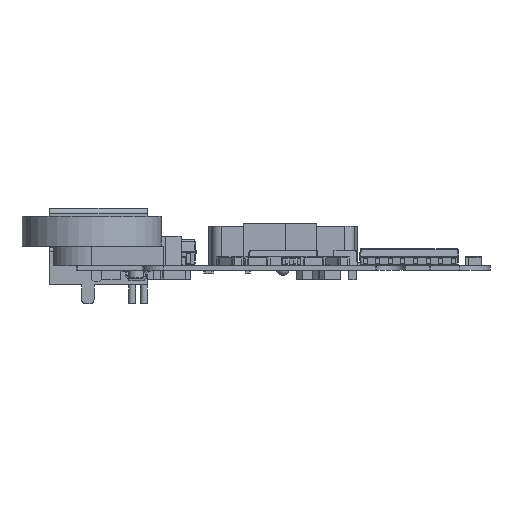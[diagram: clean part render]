
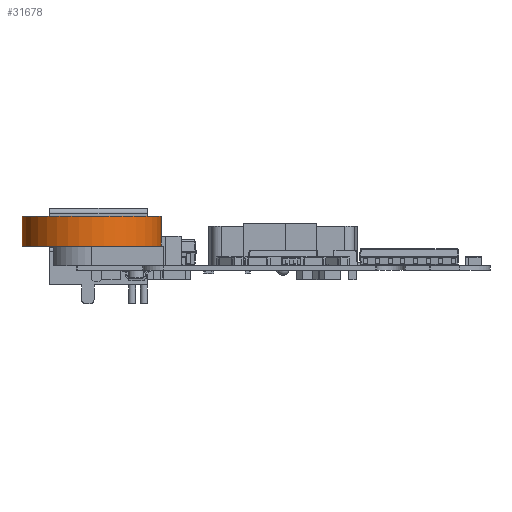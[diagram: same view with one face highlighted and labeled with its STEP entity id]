
A CAD part, left-side view. The second image highlights one B-rep face of the part: STEP entity #31678.
In plain terms, the highlighted cylindrical face has radius 7 mm (diameter 14 mm), a full revolution.
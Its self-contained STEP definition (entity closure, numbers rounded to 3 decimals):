
#31678 = ADVANCED_FACE('',(#31679),#31706,.T.);
#31679 = FACE_BOUND('',#31680,.T.);
#31680 = EDGE_LOOP('',(#31681,#31690,#31698,#31705));
#31681 = ORIENTED_EDGE('',*,*,#31682,.F.);
#31682 = EDGE_CURVE('',#31683,#31683,#31685,.T.);
#31683 = VERTEX_POINT('',#31684);
#31684 = CARTESIAN_POINT('',(7.,5.,0.));
#31685 = CIRCLE('',#31686,7.);
#31686 = AXIS2_PLACEMENT_3D('',#31687,#31688,#31689);
#31687 = CARTESIAN_POINT('',(0.,5.,0.));
#31688 = DIRECTION('',(0.,1.,0.));
#31689 = DIRECTION('',(-1.,0.,0.));
#31690 = ORIENTED_EDGE('',*,*,#31691,.T.);
#31691 = EDGE_CURVE('',#31683,#31692,#31694,.T.);
#31692 = VERTEX_POINT('',#31693);
#31693 = CARTESIAN_POINT('',(7.,2.,0.));
#31694 = LINE('',#31695,#31696);
#31695 = CARTESIAN_POINT('',(7.,2.,0.));
#31696 = VECTOR('',#31697,1.);
#31697 = DIRECTION('',(0.,-1.,0.));
#31698 = ORIENTED_EDGE('',*,*,#31699,.T.);
#31699 = EDGE_CURVE('',#31692,#31692,#31700,.T.);
#31700 = CIRCLE('',#31701,7.);
#31701 = AXIS2_PLACEMENT_3D('',#31702,#31703,#31704);
#31702 = CARTESIAN_POINT('',(0.,2.,0.));
#31703 = DIRECTION('',(0.,1.,0.));
#31704 = DIRECTION('',(-1.,0.,0.));
#31705 = ORIENTED_EDGE('',*,*,#31691,.F.);
#31706 = CYLINDRICAL_SURFACE('',#31707,7.);
#31707 = AXIS2_PLACEMENT_3D('',#31708,#31709,#31710);
#31708 = CARTESIAN_POINT('',(0.,2.,0.));
#31709 = DIRECTION('',(0.,1.,0.));
#31710 = DIRECTION('',(-1.,0.,0.));
